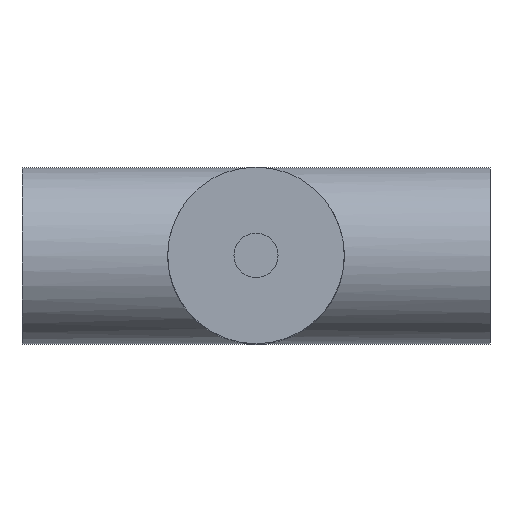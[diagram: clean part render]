
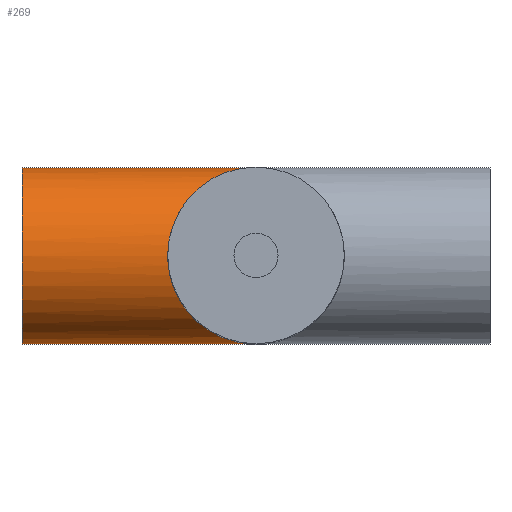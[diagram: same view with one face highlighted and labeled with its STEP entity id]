
A CAD part, top view. The second image highlights one B-rep face of the part: STEP entity #269.
In plain terms, the highlighted cylindrical face has radius 20 mm (diameter 40 mm), a full revolution.
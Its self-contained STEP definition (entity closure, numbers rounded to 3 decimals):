
#18=ELLIPSE('',#310,28.284,20.);
#20=ELLIPSE('',#312,28.284,20.);
#21=ELLIPSE('',#318,28.284,20.);
#23=ELLIPSE('',#320,28.284,20.);
#40=FACE_OUTER_BOUND('',#58,.T.);
#58=EDGE_LOOP('',(#212,#213,#214,#215,#216,#217,#218,#219));
#72=LINE('',#494,#80);
#80=VECTOR('',#403,20.);
#96=CIRCLE('',#324,20.);
#97=CIRCLE('',#325,20.);
#116=VERTEX_POINT('',#469);
#117=VERTEX_POINT('',#470);
#118=VERTEX_POINT('',#472);
#123=VERTEX_POINT('',#485);
#124=VERTEX_POINT('',#493);
#125=VERTEX_POINT('',#495);
#146=EDGE_CURVE('',#116,#117,#18,.T.);
#148=EDGE_CURVE('',#117,#118,#20,.T.);
#155=EDGE_CURVE('',#118,#123,#21,.T.);
#157=EDGE_CURVE('',#123,#116,#23,.T.);
#158=EDGE_CURVE('',#118,#124,#72,.T.);
#159=EDGE_CURVE('',#125,#124,#96,.T.);
#160=EDGE_CURVE('',#124,#125,#97,.T.);
#212=ORIENTED_EDGE('',*,*,#155,.T.);
#213=ORIENTED_EDGE('',*,*,#157,.T.);
#214=ORIENTED_EDGE('',*,*,#146,.T.);
#215=ORIENTED_EDGE('',*,*,#148,.T.);
#216=ORIENTED_EDGE('',*,*,#158,.T.);
#217=ORIENTED_EDGE('',*,*,#159,.F.);
#218=ORIENTED_EDGE('',*,*,#160,.F.);
#219=ORIENTED_EDGE('',*,*,#158,.F.);
#254=CYLINDRICAL_SURFACE('',#323,20.);
#269=ADVANCED_FACE('',(#40),#254,.T.);
#310=AXIS2_PLACEMENT_3D('',#471,#373,#374);
#312=AXIS2_PLACEMENT_3D('',#474,#377,#378);
#318=AXIS2_PLACEMENT_3D('',#487,#391,#392);
#320=AXIS2_PLACEMENT_3D('',#489,#395,#396);
#323=AXIS2_PLACEMENT_3D('',#492,#401,#402);
#324=AXIS2_PLACEMENT_3D('',#496,#404,#405);
#325=AXIS2_PLACEMENT_3D('',#497,#406,#407);
#373=DIRECTION('center_axis',(-0.707,0.,0.707));
#374=DIRECTION('ref_axis',(0.707,0.,0.707));
#377=DIRECTION('center_axis',(-0.707,0.,0.707));
#378=DIRECTION('ref_axis',(0.707,0.,0.707));
#391=DIRECTION('center_axis',(-0.707,0.,-0.707));
#392=DIRECTION('ref_axis',(0.707,0.,-0.707));
#395=DIRECTION('center_axis',(-0.707,0.,-0.707));
#396=DIRECTION('ref_axis',(0.707,0.,-0.707));
#401=DIRECTION('center_axis',(1.,0.,0.));
#402=DIRECTION('ref_axis',(0.,1.,0.));
#403=DIRECTION('',(-1.,0.,0.));
#404=DIRECTION('center_axis',(-1.,0.,0.));
#405=DIRECTION('ref_axis',(0.,1.,0.));
#406=DIRECTION('center_axis',(-1.,0.,0.));
#407=DIRECTION('ref_axis',(0.,1.,0.));
#469=CARTESIAN_POINT('',(0.,20.,0.));
#470=CARTESIAN_POINT('',(-20.,0.,-20.));
#471=CARTESIAN_POINT('Origin',(0.,0.,0.));
#472=CARTESIAN_POINT('',(0.,-20.,0.));
#474=CARTESIAN_POINT('Origin',(0.,0.,0.));
#485=CARTESIAN_POINT('',(-20.,0.,20.));
#487=CARTESIAN_POINT('Origin',(0.,0.,0.));
#489=CARTESIAN_POINT('Origin',(0.,0.,0.));
#492=CARTESIAN_POINT('Origin',(0.,0.,0.));
#493=CARTESIAN_POINT('',(-53.,-20.,0.));
#494=CARTESIAN_POINT('',(0.,-20.,0.));
#495=CARTESIAN_POINT('',(-53.,20.,0.));
#496=CARTESIAN_POINT('Origin',(-53.,0.,0.));
#497=CARTESIAN_POINT('Origin',(-53.,0.,0.));
